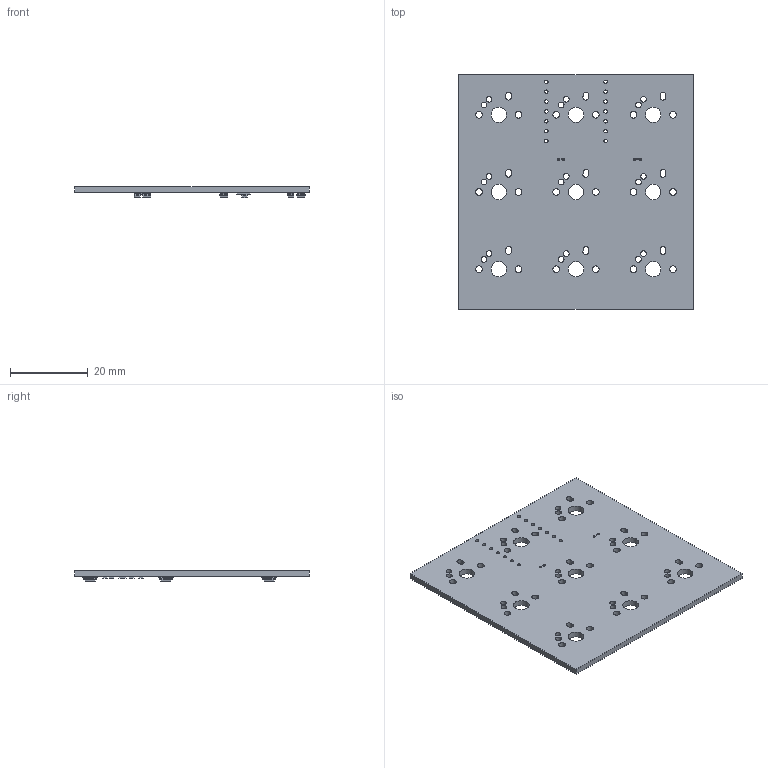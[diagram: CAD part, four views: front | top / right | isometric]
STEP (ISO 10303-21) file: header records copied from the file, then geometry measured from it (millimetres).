
FILE_DESCRIPTION(('KiCad electronic assembly'),'2;1');
FILE_NAME('9kMacroPCB.step','2025-07-28T23:03:32',('Pcbnew'),('Kicad'), 'Open CASCADE STEP processor 7.9','KiCad to STEP converter','Unknown' );
FILE_SCHEMA(('AUTOMOTIVE_DESIGN { 1 0 10303 214 1 1 1 1 }'));
Length unit declared in the file: millimetre
Products named in the file (6): 9kMacroPCB 1; D_SOD-123; R_0805_2012Metric; 9kMacroPCB_copper; 9kMacroPCB_via; 9kMacroPCB_PCB
Assembly tree (18 placements, depth 2):
  9kMacroPCB 1
    D_SOD-123  x9
    R_0805_2012Metric  x6
    9kMacroPCB_copper
    9kMacroPCB_via
    9kMacroPCB_PCB
Bounding box: 60.33 x 60.33 x 2.89 mm (x, y, z)
Volume: 5219.4 mm3; surface area: 8209.7 mm2
Topology: 50 solids, 50 shells, 1147 faces, 2910 edges, 1872 vertices
Faces by surface type: plane 737, cylinder 266, bspline 144
Full cylindrical faces by diameter (mm): 0.25 x4, 0.275 x8, 0.3 x4, 0.889 x14, 1.47 x18, 1.75 x18, 3.988 x9
Entity records: 17770 total; most frequent: CARTESIAN_POINT 2938, DIRECTION 2782, ORIENTED_EDGE 2772, EDGE_CURVE 1386, LINE 1038, VECTOR 1038, VERTEX_POINT 916, AXIS2_PLACEMENT_3D 872
